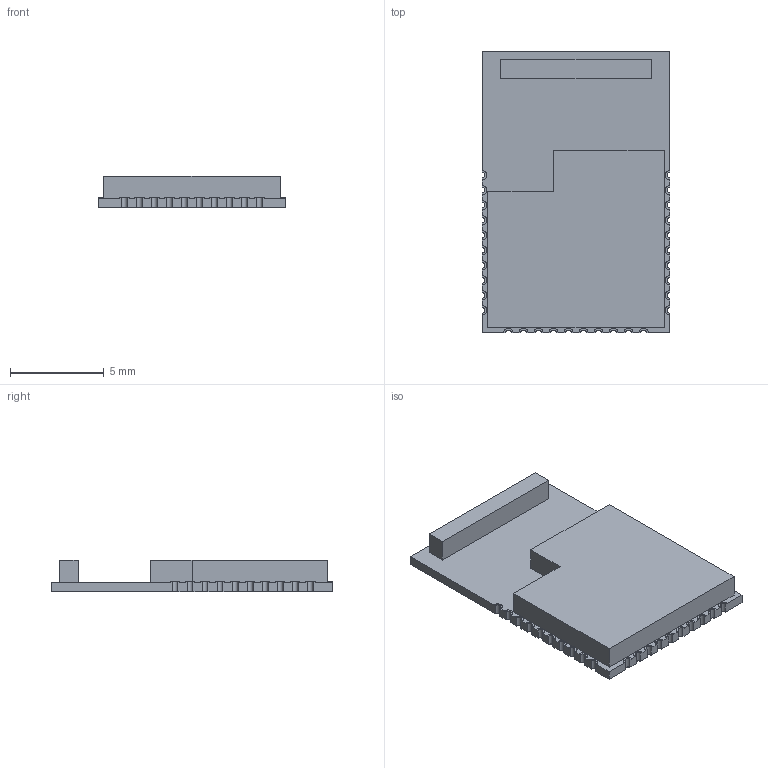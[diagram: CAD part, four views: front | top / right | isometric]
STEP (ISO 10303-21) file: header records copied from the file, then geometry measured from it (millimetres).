
FILE_DESCRIPTION( ( 'Unknown' ), '1' );
FILE_NAME( 'MODULE_WL71269_A.step', 'Unknown', ( 'Unknown' ), ( 'Unknown' ), 'PSStep 15.0.49', 'Unknown', ' ' );
FILE_SCHEMA( ( 'AUTOMOTIVE_DESIGN { 1 0 10303 214 1 1 1 1 }' ) );
Length unit declared in the file: millimetre
Products named in the file (1): 1
Bounding box: 10 x 15 x 1.7 mm (x, y, z)
Volume: 181 mm3; surface area: 394.4 mm2
Topology: 1 solids, 1 shells, 138 faces, 402 edges, 268 vertices
Faces by surface type: plane 78, cylinder 60
Entity records: 5706 total; most frequent: CARTESIAN_POINT 809, ORIENTED_EDGE 804, DIRECTION 800, EDGE_CURVE 402, LINE 282, VECTOR 282, VERTEX_POINT 268, AXIS2_PLACEMENT_3D 259
